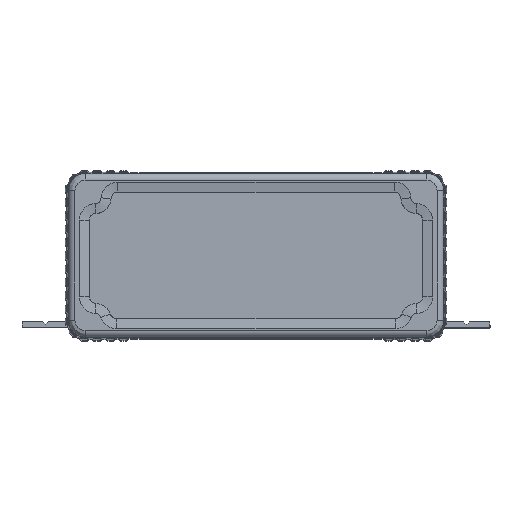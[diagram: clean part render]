
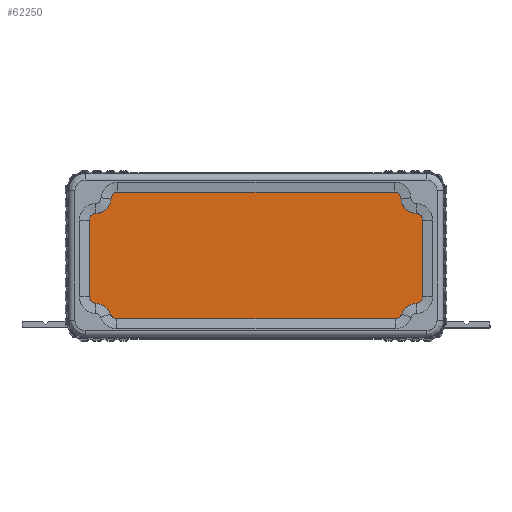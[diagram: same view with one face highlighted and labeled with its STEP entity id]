
A CAD part, top view. The second image highlights one B-rep face of the part: STEP entity #62250.
In plain terms, the highlighted planar face has unit normal (0, 0, 1).
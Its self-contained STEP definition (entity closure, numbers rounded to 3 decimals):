
#825 = AXIS2_PLACEMENT_3D ( 'NONE', #10474, #47997, #15892 ) ;
#857 = CARTESIAN_POINT ( 'NONE',  ( -54.25, -19.25, 2. ) ) ;
#1081 = DIRECTION ( 'NONE',  ( 1., 0., 0. ) ) ;
#2105 = ORIENTED_EDGE ( 'NONE', *, *, #35955, .T. ) ;
#2449 = DIRECTION ( 'NONE',  ( 1., 0., 0. ) ) ;
#2469 = DIRECTION ( 'NONE',  ( 0., 0., 1. ) ) ;
#3880 = CARTESIAN_POINT ( 'NONE',  ( -46.5, 17.3, 2. ) ) ;
#3959 = AXIS2_PLACEMENT_3D ( 'NONE', #22830, #59939, #28225 ) ;
#4178 = DIRECTION ( 'NONE',  ( 1., 0., 0. ) ) ;
#4954 = CARTESIAN_POINT ( 'NONE',  ( 50., -19.2, 2. ) ) ;
#5453 = ORIENTED_EDGE ( 'NONE', *, *, #28620, .F. ) ;
#5582 = VERTEX_POINT ( 'NONE', #41575 ) ;
#6155 = ORIENTED_EDGE ( 'NONE', *, *, #33941, .T. ) ;
#6755 = CARTESIAN_POINT ( 'NONE',  ( 54.25, 19.25, 2. ) ) ;
#6837 = CARTESIAN_POINT ( 'NONE',  ( -51.25, 22.25, 2. ) ) ;
#6843 = DIRECTION ( 'NONE',  ( 0., 0., 1. ) ) ;
#6962 = AXIS2_PLACEMENT_3D ( 'NONE', #55265, #23474, #60541 ) ;
#7337 = CARTESIAN_POINT ( 'NONE',  ( -48.25, -19.2, 2. ) ) ;
#8846 = VECTOR ( 'NONE', #26478, 1000. ) ;
#9106 = CARTESIAN_POINT ( 'NONE',  ( 48.25, -19.2, 2. ) ) ;
#9313 = FACE_BOUND ( 'NONE', #66436, .T. ) ;
#9654 = ORIENTED_EDGE ( 'NONE', *, *, #34529, .T. ) ;
#10474 = CARTESIAN_POINT ( 'NONE',  ( 48.25, 17.3, 2. ) ) ;
#10643 = AXIS2_PLACEMENT_3D ( 'NONE', #12458, #49907, #17927 ) ;
#11045 = CARTESIAN_POINT ( 'NONE',  ( 48.25, 17.3, 2. ) ) ;
#11747 = VECTOR ( 'NONE', #57012, 1000. ) ;
#11969 = AXIS2_PLACEMENT_3D ( 'NONE', #24392, #61408, #29787 ) ;
#12458 = CARTESIAN_POINT ( 'NONE',  ( -51.25, 19.25, 2. ) ) ;
#12721 = DIRECTION ( 'NONE',  ( 1., 0., 0. ) ) ;
#12780 = ORIENTED_EDGE ( 'NONE', *, *, #32925, .T. ) ;
#13208 = VERTEX_POINT ( 'NONE', #4954 ) ;
#13210 = CIRCLE ( 'NONE', #45179, 1.75 ) ;
#14488 = DIRECTION ( 'NONE',  ( 1., 0., 0. ) ) ;
#15271 = CARTESIAN_POINT ( 'NONE',  ( -51.25, -22.25, 2. ) ) ;
#15892 = DIRECTION ( 'NONE',  ( 1., 0., 0. ) ) ;
#16466 = DIRECTION ( 'NONE',  ( 1., 0., 0. ) ) ;
#16891 = LINE ( 'NONE', #54233, #43716 ) ;
#17652 = CIRCLE ( 'NONE', #6962, 3. ) ;
#17927 = DIRECTION ( 'NONE',  ( 1., 0., 0. ) ) ;
#19790 = CIRCLE ( 'NONE', #10643, 3. ) ;
#20961 = ORIENTED_EDGE ( 'NONE', *, *, #38922, .F. ) ;
#21089 = CARTESIAN_POINT ( 'NONE',  ( 46.5, 17.3, 2. ) ) ;
#21925 = VERTEX_POINT ( 'NONE', #37066 ) ;
#22830 = CARTESIAN_POINT ( 'NONE',  ( -48.25, 17.3, 2. ) ) ;
#23474 = DIRECTION ( 'NONE',  ( 0., 0., 1. ) ) ;
#23646 = FACE_BOUND ( 'NONE', #64731, .T. ) ;
#24319 = VERTEX_POINT ( 'NONE', #33913 ) ;
#24392 = CARTESIAN_POINT ( 'NONE',  ( -48.25, 17.3, 2. ) ) ;
#24839 = LINE ( 'NONE', #63409, #8846 ) ;
#24867 = CARTESIAN_POINT ( 'NONE',  ( -46.5, -19.2, 2. ) ) ;
#24957 = LINE ( 'NONE', #56461, #37556 ) ;
#26478 = DIRECTION ( 'NONE',  ( 0., -1., 0. ) ) ;
#26556 = VERTEX_POINT ( 'NONE', #15271 ) ;
#26906 = EDGE_CURVE ( 'NONE', #66389, #21925, #60927, .T. ) ;
#27122 = AXIS2_PLACEMENT_3D ( 'NONE', #38994, #6843, #44374 ) ;
#27374 = VERTEX_POINT ( 'NONE', #24867 ) ;
#27430 = AXIS2_PLACEMENT_3D ( 'NONE', #67769, #36365, #4178 ) ;
#27757 = DIRECTION ( 'NONE',  ( 0., 1., 0. ) ) ;
#27889 = ORIENTED_EDGE ( 'NONE', *, *, #31802, .F. ) ;
#28225 = DIRECTION ( 'NONE',  ( 1., 0., 0. ) ) ;
#28371 = AXIS2_PLACEMENT_3D ( 'NONE', #11045, #48544, #16466 ) ;
#28620 = EDGE_CURVE ( 'NONE', #5582, #13208, #13210, .T. ) ;
#29022 = VERTEX_POINT ( 'NONE', #39532 ) ;
#29305 = ORIENTED_EDGE ( 'NONE', *, *, #26906, .F. ) ;
#29677 = CIRCLE ( 'NONE', #27122, 3. ) ;
#29787 = DIRECTION ( 'NONE',  ( 1., 0., 0. ) ) ;
#30008 = EDGE_CURVE ( 'NONE', #31070, #65821, #67920, .T. ) ;
#30109 = DIRECTION ( 'NONE',  ( -1., 0., 0. ) ) ;
#30704 = CARTESIAN_POINT ( 'NONE',  ( -51.25, -22.25, 2. ) ) ;
#31070 = VERTEX_POINT ( 'NONE', #61685 ) ;
#31802 = EDGE_CURVE ( 'NONE', #59144, #27374, #64393, .T. ) ;
#31868 = AXIS2_PLACEMENT_3D ( 'NONE', #50496, #2469, #40051 ) ;
#32864 = CARTESIAN_POINT ( 'NONE',  ( -54.25, 19.25, 2. ) ) ;
#32925 = EDGE_CURVE ( 'NONE', #55098, #26556, #43880, .T. ) ;
#33239 = ORIENTED_EDGE ( 'NONE', *, *, #37515, .T. ) ;
#33319 = VERTEX_POINT ( 'NONE', #6837 ) ;
#33377 = DIRECTION ( 'NONE',  ( 0., 0., 1. ) ) ;
#33913 = CARTESIAN_POINT ( 'NONE',  ( 54.25, -19.25, 2. ) ) ;
#33941 = EDGE_CURVE ( 'NONE', #26556, #47482, #52708, .T. ) ;
#34529 = EDGE_CURVE ( 'NONE', #47482, #24319, #29677, .T. ) ;
#34698 = DIRECTION ( 'NONE',  ( 0., 0., 1. ) ) ;
#34718 = PLANE ( 'NONE',  #31868 ) ;
#35253 = CARTESIAN_POINT ( 'NONE',  ( 51.25, -22.25, 2. ) ) ;
#35430 = EDGE_CURVE ( 'NONE', #24319, #64468, #16891, .T. ) ;
#35955 = EDGE_CURVE ( 'NONE', #64468, #29022, #17652, .T. ) ;
#36365 = DIRECTION ( 'NONE',  ( 0., 0., 1. ) ) ;
#36843 = EDGE_LOOP ( 'NONE', ( #20961, #27889 ) ) ;
#36885 = EDGE_CURVE ( 'NONE', #29022, #33319, #24957, .T. ) ;
#37066 = CARTESIAN_POINT ( 'NONE',  ( 50., 17.3, 2. ) ) ;
#37509 = EDGE_LOOP ( 'NONE', ( #47427, #41105 ) ) ;
#37515 = EDGE_CURVE ( 'NONE', #33319, #58016, #19790, .T. ) ;
#37556 = VECTOR ( 'NONE', #30109, 1000. ) ;
#37923 = FACE_BOUND ( 'NONE', #36843, .T. ) ;
#38103 = EDGE_CURVE ( 'NONE', #58016, #55098, #24839, .T. ) ;
#38611 = EDGE_CURVE ( 'NONE', #65821, #31070, #44015, .T. ) ;
#38922 = EDGE_CURVE ( 'NONE', #27374, #59144, #52842, .T. ) ;
#38971 = ORIENTED_EDGE ( 'NONE', *, *, #39429, .F. ) ;
#38994 = CARTESIAN_POINT ( 'NONE',  ( 51.25, -19.25, 2. ) ) ;
#39429 = EDGE_CURVE ( 'NONE', #13208, #5582, #48672, .T. ) ;
#39530 = EDGE_CURVE ( 'NONE', #21925, #66389, #51084, .T. ) ;
#39532 = CARTESIAN_POINT ( 'NONE',  ( 51.25, 22.25, 2. ) ) ;
#40051 = DIRECTION ( 'NONE',  ( 1., 0., 0. ) ) ;
#41089 = ORIENTED_EDGE ( 'NONE', *, *, #38103, .T. ) ;
#41105 = ORIENTED_EDGE ( 'NONE', *, *, #30008, .F. ) ;
#41575 = CARTESIAN_POINT ( 'NONE',  ( 46.5, -19.2, 2. ) ) ;
#42412 = ORIENTED_EDGE ( 'NONE', *, *, #36885, .T. ) ;
#42564 = ORIENTED_EDGE ( 'NONE', *, *, #35430, .T. ) ;
#43716 = VECTOR ( 'NONE', #27757, 1000. ) ;
#43880 = CIRCLE ( 'NONE', #58053, 3. ) ;
#44015 = CIRCLE ( 'NONE', #3959, 1.75 ) ;
#44374 = DIRECTION ( 'NONE',  ( 1., 0., 0. ) ) ;
#44875 = DIRECTION ( 'NONE',  ( 0., 0., 1. ) ) ;
#45179 = AXIS2_PLACEMENT_3D ( 'NONE', #9106, #46635, #14488 ) ;
#46635 = DIRECTION ( 'NONE',  ( 0., 0., 1. ) ) ;
#47427 = ORIENTED_EDGE ( 'NONE', *, *, #38611, .F. ) ;
#47482 = VERTEX_POINT ( 'NONE', #35253 ) ;
#47997 = DIRECTION ( 'NONE',  ( 0., 0., 1. ) ) ;
#48544 = DIRECTION ( 'NONE',  ( 0., 0., 1. ) ) ;
#48672 = CIRCLE ( 'NONE', #27430, 1.75 ) ;
#49212 = CARTESIAN_POINT ( 'NONE',  ( -50., -19.2, 2. ) ) ;
#49907 = DIRECTION ( 'NONE',  ( 0., 0., 1. ) ) ;
#50496 = CARTESIAN_POINT ( 'NONE',  ( -51.25, -19.25, 2. ) ) ;
#51084 = CIRCLE ( 'NONE', #825, 1.75 ) ;
#52708 = LINE ( 'NONE', #30704, #11747 ) ;
#52842 = CIRCLE ( 'NONE', #63226, 1.75 ) ;
#53636 = FACE_OUTER_BOUND ( 'NONE', #57445, .T. ) ;
#54233 = CARTESIAN_POINT ( 'NONE',  ( 54.25, 19.25, 2. ) ) ;
#55098 = VERTEX_POINT ( 'NONE', #857 ) ;
#55265 = CARTESIAN_POINT ( 'NONE',  ( 51.25, 19.25, 2. ) ) ;
#56461 = CARTESIAN_POINT ( 'NONE',  ( -51.25, 22.25, 2. ) ) ;
#57012 = DIRECTION ( 'NONE',  ( 1., 0., 0. ) ) ;
#57445 = EDGE_LOOP ( 'NONE', ( #12780, #6155, #9654, #42564, #2105, #42412, #33239, #41089 ) ) ;
#58016 = VERTEX_POINT ( 'NONE', #32864 ) ;
#58053 = AXIS2_PLACEMENT_3D ( 'NONE', #66132, #34698, #2449 ) ;
#59144 = VERTEX_POINT ( 'NONE', #49212 ) ;
#59939 = DIRECTION ( 'NONE',  ( 0., 0., 1. ) ) ;
#60541 = DIRECTION ( 'NONE',  ( -1., 0., 0. ) ) ;
#60927 = CIRCLE ( 'NONE', #28371, 1.75 ) ;
#61408 = DIRECTION ( 'NONE',  ( 0., 0., 1. ) ) ;
#61685 = CARTESIAN_POINT ( 'NONE',  ( -50., 17.3, 2. ) ) ;
#62250 = ADVANCED_FACE ( 'NONE', ( #65798, #37923, #53636, #23646, #9313 ), #34718, .T. ) ;
#63226 = AXIS2_PLACEMENT_3D ( 'NONE', #64803, #33377, #1081 ) ;
#63409 = CARTESIAN_POINT ( 'NONE',  ( -54.25, 19.25, 2. ) ) ;
#64393 = CIRCLE ( 'NONE', #65395, 1.75 ) ;
#64468 = VERTEX_POINT ( 'NONE', #6755 ) ;
#64731 = EDGE_LOOP ( 'NONE', ( #38971, #5453 ) ) ;
#64803 = CARTESIAN_POINT ( 'NONE',  ( -48.25, -19.2, 2. ) ) ;
#65395 = AXIS2_PLACEMENT_3D ( 'NONE', #7337, #44875, #12721 ) ;
#65798 = FACE_BOUND ( 'NONE', #37509, .T. ) ;
#65821 = VERTEX_POINT ( 'NONE', #3880 ) ;
#66132 = CARTESIAN_POINT ( 'NONE',  ( -51.25, -19.25, 2. ) ) ;
#66389 = VERTEX_POINT ( 'NONE', #21089 ) ;
#66436 = EDGE_LOOP ( 'NONE', ( #66459, #29305 ) ) ;
#66459 = ORIENTED_EDGE ( 'NONE', *, *, #39530, .F. ) ;
#67769 = CARTESIAN_POINT ( 'NONE',  ( 48.25, -19.2, 2. ) ) ;
#67920 = CIRCLE ( 'NONE', #11969, 1.75 ) ;
